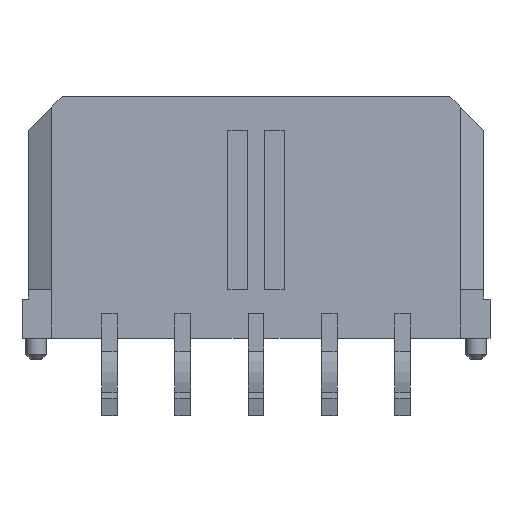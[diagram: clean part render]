
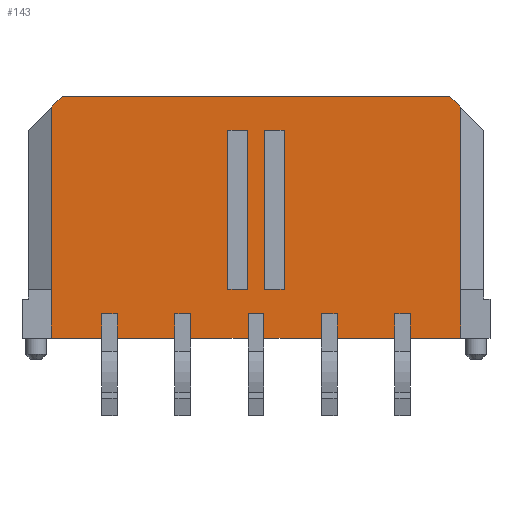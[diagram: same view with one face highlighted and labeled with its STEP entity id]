
A CAD part, front view. The second image highlights one B-rep face of the part: STEP entity #143.
In plain terms, the highlighted planar face has unit normal (0, -1, 0).
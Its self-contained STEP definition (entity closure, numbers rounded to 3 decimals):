
#143=ADVANCED_FACE('',(#607,#608,#609),#610,.T.);
#607=FACE_OUTER_BOUND('',#1421,.T.);
#608=FACE_BOUND('',#1422,.T.);
#609=FACE_BOUND('',#1423,.T.);
#610=PLANE('',#1424);
#1421=EDGE_LOOP('',(#2546,#2547,#2548,#2549,#2550,#2551,#2552,#2553,#2554,#2555,#2556,#2557,#2558,#2559,#2560,#2561,#2562,#2563,#2564,#2565,#2566,#2567,#2568,#2569,#2570,#2571,#2572,#2573));
#1422=EDGE_LOOP('',(#2574,#2575,#2576,#2577));
#1423=EDGE_LOOP('',(#2578,#2579,#2580,#2581));
#1424=AXIS2_PLACEMENT_3D('',#2582,#2583,#2584);
#2546=ORIENTED_EDGE('',*,*,#5555,.T.);
#2547=ORIENTED_EDGE('',*,*,#5556,.F.);
#2548=ORIENTED_EDGE('',*,*,#5557,.F.);
#2549=ORIENTED_EDGE('',*,*,#5558,.T.);
#2550=ORIENTED_EDGE('',*,*,#5559,.T.);
#2551=ORIENTED_EDGE('',*,*,#5560,.F.);
#2552=ORIENTED_EDGE('',*,*,#5561,.F.);
#2553=ORIENTED_EDGE('',*,*,#5562,.T.);
#2554=ORIENTED_EDGE('',*,*,#5563,.T.);
#2555=ORIENTED_EDGE('',*,*,#5564,.F.);
#2556=ORIENTED_EDGE('',*,*,#5565,.F.);
#2557=ORIENTED_EDGE('',*,*,#5566,.T.);
#2558=ORIENTED_EDGE('',*,*,#5567,.T.);
#2559=ORIENTED_EDGE('',*,*,#5568,.F.);
#2560=ORIENTED_EDGE('',*,*,#5569,.F.);
#2561=ORIENTED_EDGE('',*,*,#5570,.T.);
#2562=ORIENTED_EDGE('',*,*,#5571,.T.);
#2563=ORIENTED_EDGE('',*,*,#5572,.F.);
#2564=ORIENTED_EDGE('',*,*,#5573,.F.);
#2565=ORIENTED_EDGE('',*,*,#5548,.F.);
#2566=ORIENTED_EDGE('',*,*,#5554,.F.);
#2567=ORIENTED_EDGE('',*,*,#5503,.T.);
#2568=ORIENTED_EDGE('',*,*,#5574,.F.);
#2569=ORIENTED_EDGE('',*,*,#5510,.T.);
#2570=ORIENTED_EDGE('',*,*,#5575,.T.);
#2571=ORIENTED_EDGE('',*,*,#5576,.T.);
#2572=ORIENTED_EDGE('',*,*,#5577,.F.);
#2573=ORIENTED_EDGE('',*,*,#5578,.T.);
#2574=ORIENTED_EDGE('',*,*,#5579,.F.);
#2575=ORIENTED_EDGE('',*,*,#5580,.F.);
#2576=ORIENTED_EDGE('',*,*,#5581,.T.);
#2577=ORIENTED_EDGE('',*,*,#5582,.T.);
#2578=ORIENTED_EDGE('',*,*,#5583,.F.);
#2579=ORIENTED_EDGE('',*,*,#5584,.F.);
#2580=ORIENTED_EDGE('',*,*,#5585,.T.);
#2581=ORIENTED_EDGE('',*,*,#5586,.T.);
#2582=CARTESIAN_POINT('',(-9.325,-3.46,4.95));
#2583=DIRECTION('',(0.0,-1.0,0.0));
#2584=DIRECTION('',(0.0,0.0,-1.0));
#5503=EDGE_CURVE('',#6702,#6700,#6703,.T.);
#5510=EDGE_CURVE('',#6712,#6710,#6713,.T.);
#5548=EDGE_CURVE('',#6777,#6778,#6779,.T.);
#5554=EDGE_CURVE('',#6702,#6777,#6786,.T.);
#5555=EDGE_CURVE('',#6787,#6788,#6789,.T.);
#5556=EDGE_CURVE('',#6790,#6788,#6791,.T.);
#5557=EDGE_CURVE('',#6792,#6790,#6793,.T.);
#5558=EDGE_CURVE('',#6792,#6794,#6795,.T.);
#5559=EDGE_CURVE('',#6794,#6796,#6797,.T.);
#5560=EDGE_CURVE('',#6798,#6796,#6799,.T.);
#5561=EDGE_CURVE('',#6800,#6798,#6801,.T.);
#5562=EDGE_CURVE('',#6800,#6802,#6803,.T.);
#5563=EDGE_CURVE('',#6802,#6804,#6805,.T.);
#5564=EDGE_CURVE('',#6806,#6804,#6807,.T.);
#5565=EDGE_CURVE('',#6808,#6806,#6809,.T.);
#5566=EDGE_CURVE('',#6808,#6810,#6811,.T.);
#5567=EDGE_CURVE('',#6810,#6812,#6813,.T.);
#5568=EDGE_CURVE('',#6814,#6812,#6815,.T.);
#5569=EDGE_CURVE('',#6816,#6814,#6817,.T.);
#5570=EDGE_CURVE('',#6816,#6818,#6819,.T.);
#5571=EDGE_CURVE('',#6818,#6820,#6821,.T.);
#5572=EDGE_CURVE('',#6822,#6820,#6823,.T.);
#5573=EDGE_CURVE('',#6778,#6822,#6824,.T.);
#5574=EDGE_CURVE('',#6712,#6700,#6825,.T.);
#5575=EDGE_CURVE('',#6710,#6783,#6826,.T.);
#5576=EDGE_CURVE('',#6783,#6827,#6828,.T.);
#5577=EDGE_CURVE('',#6829,#6827,#6830,.T.);
#5578=EDGE_CURVE('',#6829,#6787,#6831,.T.);
#5579=EDGE_CURVE('',#6832,#6833,#6834,.T.);
#5580=EDGE_CURVE('',#6835,#6832,#6836,.T.);
#5581=EDGE_CURVE('',#6835,#6837,#6838,.T.);
#5582=EDGE_CURVE('',#6837,#6833,#6839,.T.);
#5583=EDGE_CURVE('',#6840,#6841,#6842,.T.);
#5584=EDGE_CURVE('',#6843,#6840,#6844,.T.);
#5585=EDGE_CURVE('',#6843,#6845,#6846,.T.);
#5586=EDGE_CURVE('',#6845,#6841,#6847,.T.);
#6700=VERTEX_POINT('',#8495);
#6702=VERTEX_POINT('',#8498);
#6703=LINE('',#8499,#8500);
#6710=VERTEX_POINT('',#8512);
#6712=VERTEX_POINT('',#8515);
#6713=LINE('',#8516,#8517);
#6777=VERTEX_POINT('',#8616);
#6778=VERTEX_POINT('',#8617);
#6779=LINE('',#8618,#8619);
#6783=VERTEX_POINT('',#8626);
#6786=LINE('',#8631,#8632);
#6787=VERTEX_POINT('',#8633);
#6788=VERTEX_POINT('',#8634);
#6789=LINE('',#8635,#8636);
#6790=VERTEX_POINT('',#8637);
#6791=LINE('',#8638,#8639);
#6792=VERTEX_POINT('',#8640);
#6793=LINE('',#8641,#8642);
#6794=VERTEX_POINT('',#8643);
#6795=LINE('',#8644,#8645);
#6796=VERTEX_POINT('',#8646);
#6797=LINE('',#8647,#8648);
#6798=VERTEX_POINT('',#8649);
#6799=LINE('',#8650,#8651);
#6800=VERTEX_POINT('',#8652);
#6801=LINE('',#8653,#8654);
#6802=VERTEX_POINT('',#8655);
#6803=LINE('',#8656,#8657);
#6804=VERTEX_POINT('',#8658);
#6805=LINE('',#8659,#8660);
#6806=VERTEX_POINT('',#8661);
#6807=LINE('',#8662,#8663);
#6808=VERTEX_POINT('',#8664);
#6809=LINE('',#8665,#8666);
#6810=VERTEX_POINT('',#8667);
#6811=LINE('',#8668,#8669);
#6812=VERTEX_POINT('',#8670);
#6813=LINE('',#8671,#8672);
#6814=VERTEX_POINT('',#8673);
#6815=LINE('',#8674,#8675);
#6816=VERTEX_POINT('',#8676);
#6817=LINE('',#8677,#8678);
#6818=VERTEX_POINT('',#8679);
#6819=LINE('',#8680,#8681);
#6820=VERTEX_POINT('',#8682);
#6821=LINE('',#8683,#8684);
#6822=VERTEX_POINT('',#8685);
#6823=LINE('',#8686,#8687);
#6824=LINE('',#8688,#8689);
#6825=LINE('',#8690,#8691);
#6826=LINE('',#8692,#8693);
#6827=VERTEX_POINT('',#8694);
#6828=LINE('',#8695,#8696);
#6829=VERTEX_POINT('',#8697);
#6830=LINE('',#8698,#8699);
#6831=LINE('',#8700,#8701);
#6832=VERTEX_POINT('',#8702);
#6833=VERTEX_POINT('',#8703);
#6834=LINE('',#8704,#8705);
#6835=VERTEX_POINT('',#8706);
#6836=LINE('',#8707,#8708);
#6837=VERTEX_POINT('',#8709);
#6838=LINE('',#8710,#8711);
#6839=LINE('',#8712,#8713);
#6840=VERTEX_POINT('',#8714);
#6841=VERTEX_POINT('',#8715);
#6842=LINE('',#8716,#8717);
#6843=VERTEX_POINT('',#8718);
#6844=LINE('',#8719,#8720);
#6845=VERTEX_POINT('',#8721);
#6846=LINE('',#8722,#8723);
#6847=LINE('',#8724,#8725);
#8495=CARTESIAN_POINT('',(7.925,-3.46,4.95));
#8498=CARTESIAN_POINT('',(8.375,-3.46,4.5));
#8499=CARTESIAN_POINT('',(8.375,-3.46,4.5));
#8500=VECTOR('',#10950,0.636);
#8512=CARTESIAN_POINT('',(-8.375,-3.46,4.5));
#8515=CARTESIAN_POINT('',(-7.925,-3.46,4.95));
#8516=CARTESIAN_POINT('',(-7.925,-3.46,4.95));
#8517=VECTOR('',#10957,0.636);
#8616=CARTESIAN_POINT('',(8.375,-3.46,-2.96));
#8617=CARTESIAN_POINT('',(8.375,-3.46,-4.96));
#8618=CARTESIAN_POINT('',(8.375,-3.46,-2.96));
#8619=VECTOR('',#10999,2.0);
#8626=CARTESIAN_POINT('',(-8.375,-3.46,-2.96));
#8631=CARTESIAN_POINT('',(8.375,-3.46,4.5));
#8632=VECTOR('',#11005,7.46);
#8633=CARTESIAN_POINT('',(-6.32,-3.46,-3.96));
#8634=CARTESIAN_POINT('',(-5.68,-3.46,-3.96));
#8635=CARTESIAN_POINT('',(-6.32,-3.46,-3.96));
#8636=VECTOR('',#11006,0.64);
#8637=CARTESIAN_POINT('',(-5.68,-3.46,-4.96));
#8638=CARTESIAN_POINT('',(-5.68,-3.46,-4.96));
#8639=VECTOR('',#11007,1.0);
#8640=CARTESIAN_POINT('',(-3.32,-3.46,-4.96));
#8641=CARTESIAN_POINT('',(-3.32,-3.46,-4.96));
#8642=VECTOR('',#11008,2.36);
#8643=CARTESIAN_POINT('',(-3.32,-3.46,-3.96));
#8644=CARTESIAN_POINT('',(-3.32,-3.46,-4.96));
#8645=VECTOR('',#11009,1.0);
#8646=CARTESIAN_POINT('',(-2.68,-3.46,-3.96));
#8647=CARTESIAN_POINT('',(-3.32,-3.46,-3.96));
#8648=VECTOR('',#11010,0.64);
#8649=CARTESIAN_POINT('',(-2.68,-3.46,-4.96));
#8650=CARTESIAN_POINT('',(-2.68,-3.46,-4.96));
#8651=VECTOR('',#11011,1.0);
#8652=CARTESIAN_POINT('',(-0.32,-3.46,-4.96));
#8653=CARTESIAN_POINT('',(-0.32,-3.46,-4.96));
#8654=VECTOR('',#11012,2.36);
#8655=CARTESIAN_POINT('',(-0.32,-3.46,-3.96));
#8656=CARTESIAN_POINT('',(-0.32,-3.46,-4.96));
#8657=VECTOR('',#11013,1.0);
#8658=CARTESIAN_POINT('',(0.32,-3.46,-3.96));
#8659=CARTESIAN_POINT('',(-0.32,-3.46,-3.96));
#8660=VECTOR('',#11014,0.64);
#8661=CARTESIAN_POINT('',(0.32,-3.46,-4.96));
#8662=CARTESIAN_POINT('',(0.32,-3.46,-4.96));
#8663=VECTOR('',#11015,1.0);
#8664=CARTESIAN_POINT('',(2.68,-3.46,-4.96));
#8665=CARTESIAN_POINT('',(2.68,-3.46,-4.96));
#8666=VECTOR('',#11016,2.36);
#8667=CARTESIAN_POINT('',(2.68,-3.46,-3.96));
#8668=CARTESIAN_POINT('',(2.68,-3.46,-4.96));
#8669=VECTOR('',#11017,1.0);
#8670=CARTESIAN_POINT('',(3.32,-3.46,-3.96));
#8671=CARTESIAN_POINT('',(2.68,-3.46,-3.96));
#8672=VECTOR('',#11018,0.64);
#8673=CARTESIAN_POINT('',(3.32,-3.46,-4.96));
#8674=CARTESIAN_POINT('',(3.32,-3.46,-4.96));
#8675=VECTOR('',#11019,1.0);
#8676=CARTESIAN_POINT('',(5.68,-3.46,-4.96));
#8677=CARTESIAN_POINT('',(5.68,-3.46,-4.96));
#8678=VECTOR('',#11020,2.36);
#8679=CARTESIAN_POINT('',(5.68,-3.46,-3.96));
#8680=CARTESIAN_POINT('',(5.68,-3.46,-4.96));
#8681=VECTOR('',#11021,1.0);
#8682=CARTESIAN_POINT('',(6.32,-3.46,-3.96));
#8683=CARTESIAN_POINT('',(5.68,-3.46,-3.96));
#8684=VECTOR('',#11022,0.64);
#8685=CARTESIAN_POINT('',(6.32,-3.46,-4.96));
#8686=CARTESIAN_POINT('',(6.32,-3.46,-4.96));
#8687=VECTOR('',#11023,1.0);
#8688=CARTESIAN_POINT('',(8.375,-3.46,-4.96));
#8689=VECTOR('',#11024,2.055);
#8690=CARTESIAN_POINT('',(-7.925,-3.46,4.95));
#8691=VECTOR('',#11025,15.85);
#8692=CARTESIAN_POINT('',(-8.375,-3.46,4.5));
#8693=VECTOR('',#11026,7.46);
#8694=CARTESIAN_POINT('',(-8.375,-3.46,-4.96));
#8695=CARTESIAN_POINT('',(-8.375,-3.46,-2.96));
#8696=VECTOR('',#11027,2.0);
#8697=CARTESIAN_POINT('',(-6.32,-3.46,-4.96));
#8698=CARTESIAN_POINT('',(-6.32,-3.46,-4.96));
#8699=VECTOR('',#11028,2.055);
#8700=CARTESIAN_POINT('',(-6.32,-3.46,-4.96));
#8701=VECTOR('',#11029,1.0);
#8702=CARTESIAN_POINT('',(1.15,-3.46,-2.96));
#8703=CARTESIAN_POINT('',(1.15,-3.46,3.55));
#8704=CARTESIAN_POINT('',(1.15,-3.46,-2.96));
#8705=VECTOR('',#11030,6.51);
#8706=CARTESIAN_POINT('',(0.35,-3.46,-2.96));
#8707=CARTESIAN_POINT('',(0.35,-3.46,-2.96));
#8708=VECTOR('',#11031,0.8);
#8709=CARTESIAN_POINT('',(0.35,-3.46,3.55));
#8710=CARTESIAN_POINT('',(0.35,-3.46,-2.96));
#8711=VECTOR('',#11032,6.51);
#8712=CARTESIAN_POINT('',(0.35,-3.46,3.55));
#8713=VECTOR('',#11033,0.8);
#8714=CARTESIAN_POINT('',(-0.35,-3.46,-2.96));
#8715=CARTESIAN_POINT('',(-0.35,-3.46,3.55));
#8716=CARTESIAN_POINT('',(-0.35,-3.46,-2.96));
#8717=VECTOR('',#11034,6.51);
#8718=CARTESIAN_POINT('',(-1.15,-3.46,-2.96));
#8719=CARTESIAN_POINT('',(-1.15,-3.46,-2.96));
#8720=VECTOR('',#11035,0.8);
#8721=CARTESIAN_POINT('',(-1.15,-3.46,3.55));
#8722=CARTESIAN_POINT('',(-1.15,-3.46,-2.96));
#8723=VECTOR('',#11036,6.51);
#8724=CARTESIAN_POINT('',(-1.15,-3.46,3.55));
#8725=VECTOR('',#11037,0.8);
#10950=DIRECTION('',(-0.707,0.0,0.707));
#10957=DIRECTION('',(-0.707,0.0,-0.707));
#10999=DIRECTION('',(0.0,0.0,-1.0));
#11005=DIRECTION('',(0.0,0.0,-1.0));
#11006=DIRECTION('',(1.0,0.0,0.0));
#11007=DIRECTION('',(0.0,0.0,1.0));
#11008=DIRECTION('',(-1.0,0.0,0.0));
#11009=DIRECTION('',(0.0,0.0,1.0));
#11010=DIRECTION('',(1.0,0.0,0.0));
#11011=DIRECTION('',(0.0,0.0,1.0));
#11012=DIRECTION('',(-1.0,0.0,0.0));
#11013=DIRECTION('',(0.0,0.0,1.0));
#11014=DIRECTION('',(1.0,0.0,0.0));
#11015=DIRECTION('',(0.0,0.0,1.0));
#11016=DIRECTION('',(-1.0,0.0,0.0));
#11017=DIRECTION('',(0.0,0.0,1.0));
#11018=DIRECTION('',(1.0,0.0,0.0));
#11019=DIRECTION('',(0.0,0.0,1.0));
#11020=DIRECTION('',(-1.0,0.0,0.0));
#11021=DIRECTION('',(0.0,0.0,1.0));
#11022=DIRECTION('',(1.0,0.0,0.0));
#11023=DIRECTION('',(0.0,0.0,1.0));
#11024=DIRECTION('',(-1.0,0.0,0.0));
#11025=DIRECTION('',(1.0,0.0,0.0));
#11026=DIRECTION('',(0.0,0.0,-1.0));
#11027=DIRECTION('',(0.0,0.0,-1.0));
#11028=DIRECTION('',(-1.0,0.0,0.0));
#11029=DIRECTION('',(0.0,0.0,1.0));
#11030=DIRECTION('',(0.0,0.0,1.0));
#11031=DIRECTION('',(1.0,0.0,0.0));
#11032=DIRECTION('',(0.0,0.0,1.0));
#11033=DIRECTION('',(1.0,0.0,0.0));
#11034=DIRECTION('',(0.0,0.0,1.0));
#11035=DIRECTION('',(1.0,0.0,0.0));
#11036=DIRECTION('',(0.0,0.0,1.0));
#11037=DIRECTION('',(1.0,0.0,0.0));
